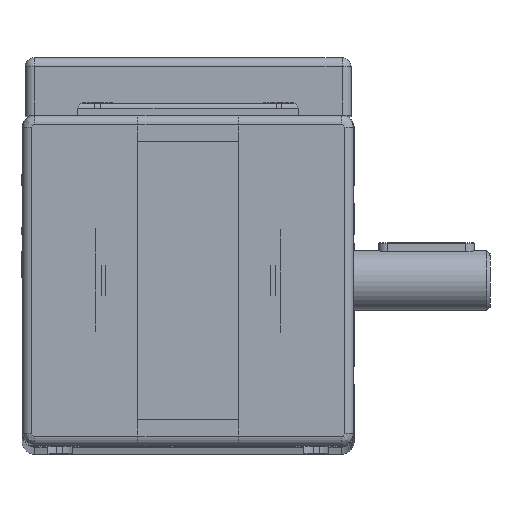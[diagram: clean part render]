
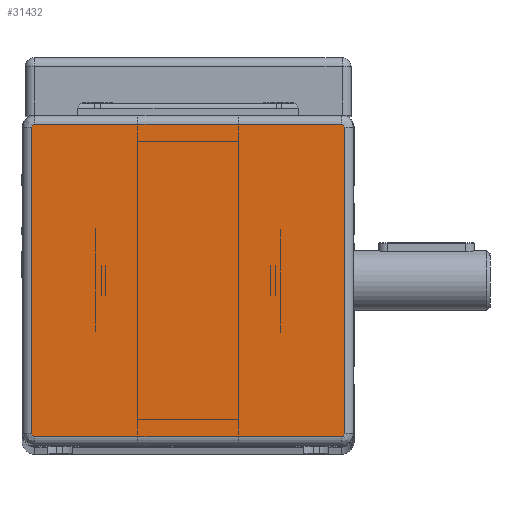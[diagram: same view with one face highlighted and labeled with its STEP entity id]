
A CAD part, top view. The second image highlights one B-rep face of the part: STEP entity #31432.
In plain terms, the highlighted planar face has unit normal (0, 0, 1).
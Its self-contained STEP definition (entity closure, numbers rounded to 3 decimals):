
#22478=CARTESIAN_POINT('',(50.75,51.75,125.0));
#22479=VERTEX_POINT('',#22478);
#22487=CARTESIAN_POINT('',(51.75,50.75,125.0));
#22488=VERTEX_POINT('',#22487);
#22489=CARTESIAN_POINT('',(50.75,50.75,125.0));
#22490=DIRECTION('',(0.,0.,-1.));
#22491=DIRECTION('',(0.707,0.707,0.));
#22492=AXIS2_PLACEMENT_3D('',#22489,#22490,#22491);
#22493=CIRCLE('',#22492,1.);
#22494=EDGE_CURVE('',#22479,#22488,#22493,.T.);
#24513=CARTESIAN_POINT('',(-50.75,-51.75,125.0));
#24514=VERTEX_POINT('',#24513);
#24522=CARTESIAN_POINT('',(-51.75,-50.75,125.0));
#24523=VERTEX_POINT('',#24522);
#24524=CARTESIAN_POINT('',(-50.75,-50.75,125.0));
#24525=DIRECTION('',(0.0,0.0,-1.));
#24526=DIRECTION('',(-0.707,-0.707,0.0));
#24527=AXIS2_PLACEMENT_3D('',#24524,#24525,#24526);
#24528=CIRCLE('',#24527,1.);
#24529=EDGE_CURVE('',#24514,#24523,#24528,.T.);
#24548=CARTESIAN_POINT('',(-51.75,50.75,125.0));
#24549=VERTEX_POINT('',#24548);
#24550=CARTESIAN_POINT('',(-51.75,-50.75,125.0));
#24551=DIRECTION('',(0.0,1.0,0.0));
#24552=VECTOR('',#24551,101.5);
#24553=LINE('',#24550,#24552);
#24554=EDGE_CURVE('',#24523,#24549,#24553,.T.);
#24626=CARTESIAN_POINT('',(-50.75,51.75,125.0));
#24627=VERTEX_POINT('',#24626);
#24628=CARTESIAN_POINT('',(-50.75,50.75,125.0));
#24629=DIRECTION('',(0.0,0.0,-1.));
#24630=DIRECTION('',(-0.707,0.707,0.0));
#24631=AXIS2_PLACEMENT_3D('',#24628,#24629,#24630);
#24632=CIRCLE('',#24631,1.);
#24633=EDGE_CURVE('',#24549,#24627,#24632,.T.);
#31143=CARTESIAN_POINT('',(51.75,-50.75,125.0));
#31144=VERTEX_POINT('',#31143);
#31152=CARTESIAN_POINT('',(50.75,-51.75,125.0));
#31153=VERTEX_POINT('',#31152);
#31154=CARTESIAN_POINT('',(50.75,-50.75,125.0));
#31155=DIRECTION('',(0.,0.,-1.));
#31156=DIRECTION('',(0.707,-0.707,0.));
#31157=AXIS2_PLACEMENT_3D('',#31154,#31155,#31156);
#31158=CIRCLE('',#31157,1.);
#31159=EDGE_CURVE('',#31144,#31153,#31158,.T.);
#31206=CARTESIAN_POINT('',(51.75,50.75,125.0));
#31207=DIRECTION('',(0.0,-1.0,0.0));
#31208=VECTOR('',#31207,101.5);
#31209=LINE('',#31206,#31208);
#31210=EDGE_CURVE('',#22488,#31144,#31209,.T.);
#31400=CARTESIAN_POINT('',(50.75,-51.75,125.0));
#31401=DIRECTION('',(-1.0,0.0,0.0));
#31402=VECTOR('',#31401,101.5);
#31403=LINE('',#31400,#31402);
#31404=EDGE_CURVE('',#31153,#24514,#31403,.T.);
#31412=CARTESIAN_POINT('',(-25.2,-51.75,125.0));
#31413=DIRECTION('',(0.0,0.0,1.0));
#31414=DIRECTION('',(1.0,0.0,0.0));
#31415=AXIS2_PLACEMENT_3D('',#31412,#31413,#31414);
#31416=PLANE('',#31415);
#31417=CARTESIAN_POINT('',(-50.75,51.75,125.0));
#31418=DIRECTION('',(1.0,0.0,0.0));
#31419=VECTOR('',#31418,101.5);
#31420=LINE('',#31417,#31419);
#31421=EDGE_CURVE('',#24627,#22479,#31420,.T.);
#31422=ORIENTED_EDGE('',*,*,#31421,.F.);
#31423=ORIENTED_EDGE('',*,*,#24633,.F.);
#31424=ORIENTED_EDGE('',*,*,#24554,.F.);
#31425=ORIENTED_EDGE('',*,*,#24529,.F.);
#31426=ORIENTED_EDGE('',*,*,#31404,.F.);
#31427=ORIENTED_EDGE('',*,*,#31159,.F.);
#31428=ORIENTED_EDGE('',*,*,#31210,.F.);
#31429=ORIENTED_EDGE('',*,*,#22494,.F.);
#31430=EDGE_LOOP('',(#31422,#31423,#31424,#31425,#31426,#31427,#31428,#31429));
#31431=FACE_OUTER_BOUND('',#31430,.T.);
#31432=ADVANCED_FACE('',(#31431),#31416,.T.);
